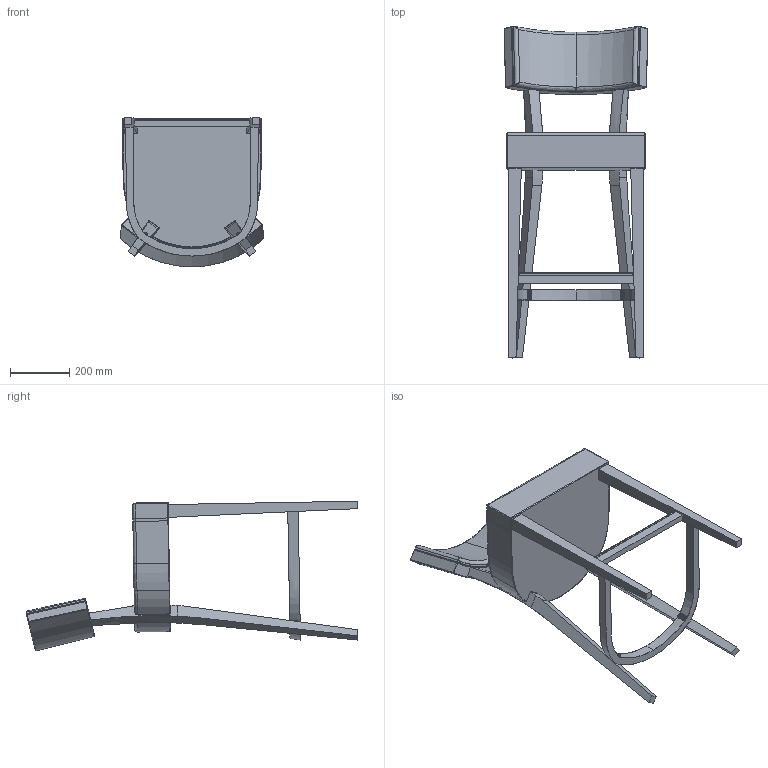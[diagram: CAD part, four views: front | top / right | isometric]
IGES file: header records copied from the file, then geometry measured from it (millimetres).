
Start section: SolidWorks IGES file using analytic representation for surfaces
Global section: file name: Banco HOLLY M-614UU.IGS; native system: SolidWorks 2018; preprocessor: SolidWorks 2018; author: Adao; date: 180410.092917; units: millimetre
Bounding box: 484.18 x 1116.16 x 502.98 mm (x, y, z)
Surface area: 1704553.6 mm2 (no closed solid volume)
Topology: 0 solids, 0 shells, 447 faces, 5110 edges, 5092 vertices
Faces by surface type: bspline 309, revolution 138
